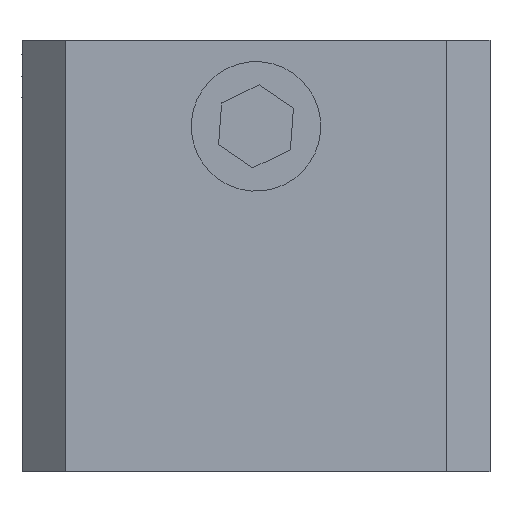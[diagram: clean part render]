
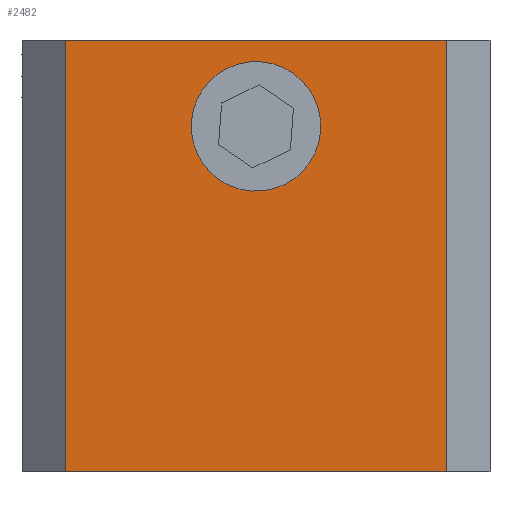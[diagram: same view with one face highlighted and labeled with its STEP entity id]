
A CAD part, left-side view. The second image highlights one B-rep face of the part: STEP entity #2482.
In plain terms, the highlighted planar face has unit normal (-1, 0, 0).
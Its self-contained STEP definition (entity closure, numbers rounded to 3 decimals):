
#224 = EDGE_CURVE ( 'NONE', #3478, #4746, #1242, .T. ) ;
#343 = CARTESIAN_POINT ( 'NONE',  ( -23., 44., 60. ) ) ;
#366 = DIRECTION ( 'NONE',  ( 0., 0., -1. ) ) ;
#622 = PLANE ( 'NONE',  #1499 ) ;
#651 = DIRECTION ( 'NONE',  ( 0., 0., 1. ) ) ;
#673 = FACE_OUTER_BOUND ( 'NONE', #3886, .T. ) ;
#754 = VERTEX_POINT ( 'NONE', #4666 ) ;
#769 = DIRECTION ( 'NONE',  ( 0., 0., -1. ) ) ;
#977 = CARTESIAN_POINT ( 'NONE',  ( -23., 44., 60. ) ) ;
#1033 = DIRECTION ( 'NONE',  ( 0., -1., 0. ) ) ;
#1129 = LINE ( 'NONE', #2900, #4238 ) ;
#1135 = CARTESIAN_POINT ( 'NONE',  ( -23., 17.5, 48. ) ) ;
#1158 = VERTEX_POINT ( 'NONE', #4642 ) ;
#1242 = LINE ( 'NONE', #2007, #1392 ) ;
#1255 = AXIS2_PLACEMENT_3D ( 'NONE', #4563, #2357, #1913 ) ;
#1258 = ORIENTED_EDGE ( 'NONE', *, *, #1354, .F. ) ;
#1354 = EDGE_CURVE ( 'NONE', #754, #1158, #4235, .T. ) ;
#1373 = ORIENTED_EDGE ( 'NONE', *, *, #2559, .T. ) ;
#1392 = VECTOR ( 'NONE', #3087, 1000. ) ;
#1499 = AXIS2_PLACEMENT_3D ( 'NONE', #2075, #2120, #4354 ) ;
#1737 = CARTESIAN_POINT ( 'NONE',  ( -23., -9., 60. ) ) ;
#1913 = DIRECTION ( 'NONE',  ( 0., 0., -1. ) ) ;
#2007 = CARTESIAN_POINT ( 'NONE',  ( -23., -15., 60. ) ) ;
#2023 = ORIENTED_EDGE ( 'NONE', *, *, #224, .F. ) ;
#2075 = CARTESIAN_POINT ( 'NONE',  ( -23., -15., 60. ) ) ;
#2120 = DIRECTION ( 'NONE',  ( 1., 0., 0. ) ) ;
#2127 = EDGE_CURVE ( 'NONE', #3478, #4026, #4835, .T. ) ;
#2357 = DIRECTION ( 'NONE',  ( -1., 0., 0. ) ) ;
#2450 = FACE_BOUND ( 'NONE', #4461, .T. ) ;
#2482 = ADVANCED_FACE ( 'NONE', ( #673, #2450 ), #622, .F. ) ;
#2502 = AXIS2_PLACEMENT_3D ( 'NONE', #1135, #4127, #769 ) ;
#2517 = LINE ( 'NONE', #4006, #4554 ) ;
#2559 = EDGE_CURVE ( 'NONE', #4251, #4746, #2517, .T. ) ;
#2793 = EDGE_CURVE ( 'NONE', #1158, #754, #3606, .T. ) ;
#2900 = CARTESIAN_POINT ( 'NONE',  ( -23., -15., 0. ) ) ;
#3087 = DIRECTION ( 'NONE',  ( 0., -1., 0. ) ) ;
#3200 = EDGE_CURVE ( 'NONE', #4026, #4251, #1129, .T. ) ;
#3383 = ORIENTED_EDGE ( 'NONE', *, *, #3200, .T. ) ;
#3430 = ORIENTED_EDGE ( 'NONE', *, *, #2793, .F. ) ;
#3478 = VERTEX_POINT ( 'NONE', #977 ) ;
#3592 = CARTESIAN_POINT ( 'NONE',  ( -23., -9., 0. ) ) ;
#3606 = CIRCLE ( 'NONE', #2502, 6. ) ;
#3710 = ORIENTED_EDGE ( 'NONE', *, *, #2127, .T. ) ;
#3846 = VECTOR ( 'NONE', #366, 1000. ) ;
#3886 = EDGE_LOOP ( 'NONE', ( #2023, #3710, #3383, #1373 ) ) ;
#4006 = CARTESIAN_POINT ( 'NONE',  ( -23., -9., 60. ) ) ;
#4026 = VERTEX_POINT ( 'NONE', #4061 ) ;
#4061 = CARTESIAN_POINT ( 'NONE',  ( -23., 44., 0. ) ) ;
#4127 = DIRECTION ( 'NONE',  ( -1., 0., 0. ) ) ;
#4235 = CIRCLE ( 'NONE', #1255, 6. ) ;
#4238 = VECTOR ( 'NONE', #1033, 1000. ) ;
#4251 = VERTEX_POINT ( 'NONE', #3592 ) ;
#4354 = DIRECTION ( 'NONE',  ( 0., 0., 1. ) ) ;
#4461 = EDGE_LOOP ( 'NONE', ( #1258, #3430 ) ) ;
#4554 = VECTOR ( 'NONE', #651, 1000. ) ;
#4563 = CARTESIAN_POINT ( 'NONE',  ( -23., 17.5, 48. ) ) ;
#4642 = CARTESIAN_POINT ( 'NONE',  ( -23., 17.949, 42.017 ) ) ;
#4666 = CARTESIAN_POINT ( 'NONE',  ( -23., 17.051, 53.983 ) ) ;
#4746 = VERTEX_POINT ( 'NONE', #1737 ) ;
#4835 = LINE ( 'NONE', #343, #3846 ) ;
